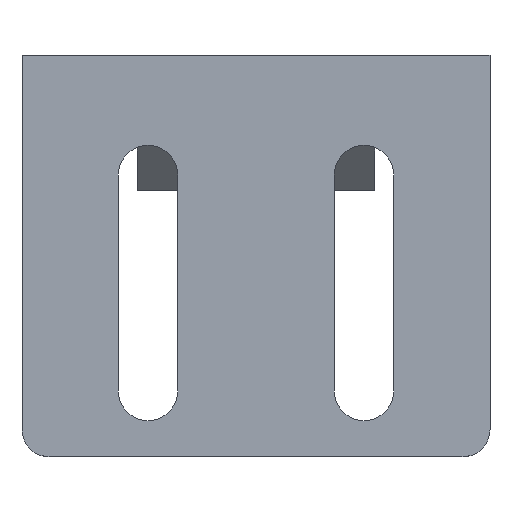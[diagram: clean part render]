
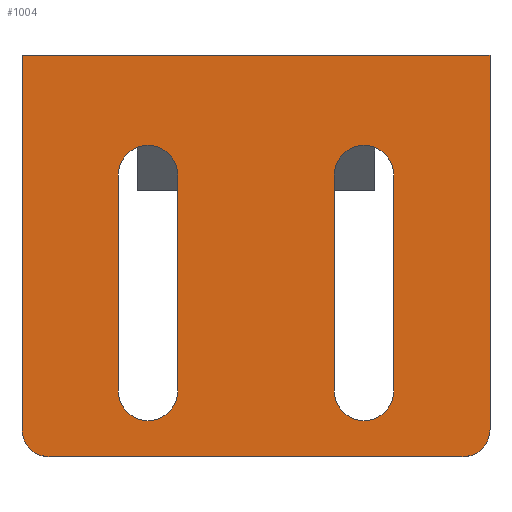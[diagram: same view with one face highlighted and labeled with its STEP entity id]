
A CAD part, front view. The second image highlights one B-rep face of the part: STEP entity #1004.
In plain terms, the highlighted planar face has unit normal (0, -1, 0).
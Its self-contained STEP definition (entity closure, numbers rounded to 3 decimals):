
#43=FACE_BOUND('',#157,.T.);
#44=FACE_BOUND('',#158,.T.);
#57=CIRCLE('',#1076,1.5);
#62=CIRCLE('',#1084,1.5);
#63=CIRCLE('',#1085,1.65);
#64=CIRCLE('',#1086,1.65);
#65=CIRCLE('',#1087,1.65);
#66=CIRCLE('',#1088,1.65);
#103=FACE_OUTER_BOUND('',#156,.T.);
#156=EDGE_LOOP('',(#755,#756,#757,#758,#759,#760));
#157=EDGE_LOOP('',(#761,#762,#763,#764));
#158=EDGE_LOOP('',(#765,#766,#767,#768));
#203=LINE('',#1449,#309);
#246=LINE('',#1588,#352);
#249=LINE('',#1595,#355);
#250=LINE('',#1597,#356);
#251=LINE('',#1603,#357);
#252=LINE('',#1606,#358);
#253=LINE('',#1611,#359);
#254=LINE('',#1614,#360);
#309=VECTOR('',#1158,10.);
#352=VECTOR('',#1255,10.);
#355=VECTOR('',#1262,10.);
#356=VECTOR('',#1263,10.);
#357=VECTOR('',#1268,10.);
#358=VECTOR('',#1271,10.);
#359=VECTOR('',#1274,10.);
#360=VECTOR('',#1277,10.);
#416=VERTEX_POINT('',#1446);
#417=VERTEX_POINT('',#1448);
#452=VERTEX_POINT('',#1572);
#453=VERTEX_POINT('',#1573);
#458=VERTEX_POINT('',#1587);
#461=VERTEX_POINT('',#1596);
#462=VERTEX_POINT('',#1599);
#463=VERTEX_POINT('',#1600);
#464=VERTEX_POINT('',#1602);
#465=VERTEX_POINT('',#1604);
#466=VERTEX_POINT('',#1607);
#467=VERTEX_POINT('',#1608);
#468=VERTEX_POINT('',#1610);
#469=VERTEX_POINT('',#1612);
#514=EDGE_CURVE('',#417,#416,#203,.T.);
#564=EDGE_CURVE('',#452,#453,#57,.T.);
#571=EDGE_CURVE('',#458,#453,#246,.T.);
#575=EDGE_CURVE('',#452,#417,#249,.T.);
#576=EDGE_CURVE('',#461,#416,#250,.T.);
#577=EDGE_CURVE('',#458,#461,#62,.T.);
#578=EDGE_CURVE('',#462,#463,#63,.T.);
#579=EDGE_CURVE('',#464,#462,#251,.T.);
#580=EDGE_CURVE('',#465,#464,#64,.T.);
#581=EDGE_CURVE('',#463,#465,#252,.T.);
#582=EDGE_CURVE('',#466,#467,#65,.T.);
#583=EDGE_CURVE('',#467,#468,#253,.T.);
#584=EDGE_CURVE('',#468,#469,#66,.T.);
#585=EDGE_CURVE('',#469,#466,#254,.T.);
#755=ORIENTED_EDGE('',*,*,#564,.F.);
#756=ORIENTED_EDGE('',*,*,#575,.T.);
#757=ORIENTED_EDGE('',*,*,#514,.T.);
#758=ORIENTED_EDGE('',*,*,#576,.F.);
#759=ORIENTED_EDGE('',*,*,#577,.F.);
#760=ORIENTED_EDGE('',*,*,#571,.T.);
#761=ORIENTED_EDGE('',*,*,#578,.F.);
#762=ORIENTED_EDGE('',*,*,#579,.F.);
#763=ORIENTED_EDGE('',*,*,#580,.F.);
#764=ORIENTED_EDGE('',*,*,#581,.F.);
#765=ORIENTED_EDGE('',*,*,#582,.T.);
#766=ORIENTED_EDGE('',*,*,#583,.T.);
#767=ORIENTED_EDGE('',*,*,#584,.T.);
#768=ORIENTED_EDGE('',*,*,#585,.T.);
#969=PLANE('',#1083);
#1004=ADVANCED_FACE('',(#103,#43,#44),#969,.F.);
#1076=AXIS2_PLACEMENT_3D('',#1574,#1240,#1241);
#1083=AXIS2_PLACEMENT_3D('',#1594,#1260,#1261);
#1084=AXIS2_PLACEMENT_3D('',#1598,#1264,#1265);
#1085=AXIS2_PLACEMENT_3D('',#1601,#1266,#1267);
#1086=AXIS2_PLACEMENT_3D('',#1605,#1269,#1270);
#1087=AXIS2_PLACEMENT_3D('',#1609,#1272,#1273);
#1088=AXIS2_PLACEMENT_3D('',#1613,#1275,#1276);
#1158=DIRECTION('',(-1.,0.,0.));
#1240=DIRECTION('center_axis',(0.,1.,0.));
#1241=DIRECTION('ref_axis',(0.707,0.,-0.707));
#1255=DIRECTION('',(1.,0.,0.));
#1260=DIRECTION('center_axis',(0.,1.,0.));
#1261=DIRECTION('ref_axis',(1.,0.,0.));
#1262=DIRECTION('',(0.,0.,1.));
#1263=DIRECTION('',(0.,0.,1.));
#1264=DIRECTION('center_axis',(0.,1.,0.));
#1265=DIRECTION('ref_axis',(-0.707,0.,-0.707));
#1266=DIRECTION('center_axis',(0.,-1.,0.));
#1267=DIRECTION('ref_axis',(-1.,0.,0.));
#1268=DIRECTION('',(0.,0.,1.));
#1269=DIRECTION('center_axis',(0.,-1.,0.));
#1270=DIRECTION('ref_axis',(1.,0.,0.));
#1271=DIRECTION('',(0.,0.,-1.));
#1272=DIRECTION('center_axis',(0.,1.,0.));
#1273=DIRECTION('ref_axis',(1.,0.,0.));
#1274=DIRECTION('',(0.,0.,-1.));
#1275=DIRECTION('center_axis',(0.,1.,0.));
#1276=DIRECTION('ref_axis',(-1.,0.,0.));
#1277=DIRECTION('',(0.,0.,1.));
#1446=CARTESIAN_POINT('',(-13.,0.,22.3));
#1448=CARTESIAN_POINT('',(13.,0.,22.3));
#1449=CARTESIAN_POINT('',(13.,0.,22.3));
#1572=CARTESIAN_POINT('',(13.,0.,1.5));
#1573=CARTESIAN_POINT('',(11.5,0.,0.));
#1574=CARTESIAN_POINT('Origin',(11.5,0.,1.5));
#1587=CARTESIAN_POINT('',(-11.5,0.,0.));
#1588=CARTESIAN_POINT('',(0.,0.,0.));
#1594=CARTESIAN_POINT('Origin',(6.5,0.,11.15));
#1595=CARTESIAN_POINT('',(13.,0.,19.3));
#1596=CARTESIAN_POINT('',(-13.,0.,1.5));
#1597=CARTESIAN_POINT('',(-13.,0.,19.3));
#1598=CARTESIAN_POINT('Origin',(-11.5,0.,1.5));
#1599=CARTESIAN_POINT('',(7.65,0.,15.65));
#1600=CARTESIAN_POINT('',(4.35,0.,15.65));
#1601=CARTESIAN_POINT('Origin',(6.,0.,15.65));
#1602=CARTESIAN_POINT('',(7.65,0.,3.65));
#1603=CARTESIAN_POINT('',(7.65,0.,15.65));
#1604=CARTESIAN_POINT('',(4.35,0.,3.65));
#1605=CARTESIAN_POINT('Origin',(6.,0.,3.65));
#1606=CARTESIAN_POINT('',(4.35,0.,3.65));
#1607=CARTESIAN_POINT('',(-7.65,0.,15.65));
#1608=CARTESIAN_POINT('',(-4.35,0.,15.65));
#1609=CARTESIAN_POINT('Origin',(-6.,0.,15.65));
#1610=CARTESIAN_POINT('',(-4.35,0.,3.65));
#1611=CARTESIAN_POINT('',(-4.35,0.,3.65));
#1612=CARTESIAN_POINT('',(-7.65,0.,3.65));
#1613=CARTESIAN_POINT('Origin',(-6.,0.,3.65));
#1614=CARTESIAN_POINT('',(-7.65,0.,15.65));
